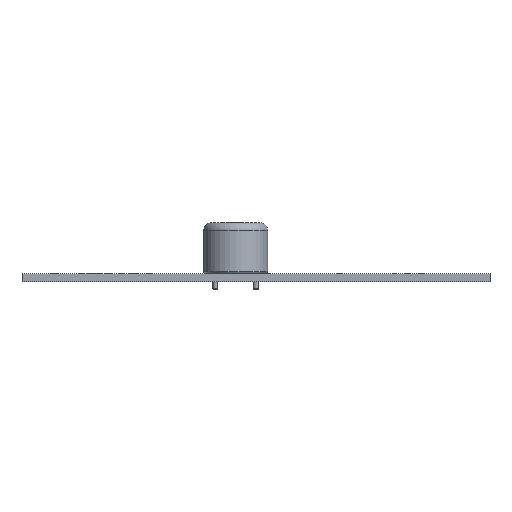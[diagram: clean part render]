
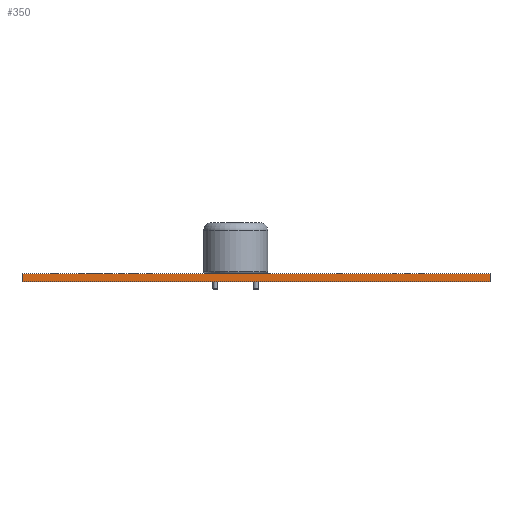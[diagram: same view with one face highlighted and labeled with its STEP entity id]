
A CAD part, front view. The second image highlights one B-rep face of the part: STEP entity #350.
In plain terms, the highlighted planar face has unit normal (0, -1, 0).
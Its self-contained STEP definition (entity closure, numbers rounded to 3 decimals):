
#350 = ADVANCED_FACE('',(#351),#385,.T.);
#351 = FACE_BOUND('',#352,.T.);
#352 = EDGE_LOOP('',(#353,#363,#371,#379));
#353 = ORIENTED_EDGE('',*,*,#354,.T.);
#354 = EDGE_CURVE('',#355,#357,#359,.T.);
#355 = VERTEX_POINT('',#356);
#356 = CARTESIAN_POINT('',(183.1,-110.5,0.));
#357 = VERTEX_POINT('',#358);
#358 = CARTESIAN_POINT('',(183.1,-110.5,1.51));
#359 = LINE('',#360,#361);
#360 = CARTESIAN_POINT('',(183.1,-110.5,0.));
#361 = VECTOR('',#362,1.);
#362 = DIRECTION('',(0.,0.,1.));
#363 = ORIENTED_EDGE('',*,*,#364,.T.);
#364 = EDGE_CURVE('',#357,#365,#367,.T.);
#365 = VERTEX_POINT('',#366);
#366 = CARTESIAN_POINT('',(95.5,-110.5,1.51));
#367 = LINE('',#368,#369);
#368 = CARTESIAN_POINT('',(183.1,-110.5,1.51));
#369 = VECTOR('',#370,1.);
#370 = DIRECTION('',(-1.,0.,0.));
#371 = ORIENTED_EDGE('',*,*,#372,.F.);
#372 = EDGE_CURVE('',#373,#365,#375,.T.);
#373 = VERTEX_POINT('',#374);
#374 = CARTESIAN_POINT('',(95.5,-110.5,0.));
#375 = LINE('',#376,#377);
#376 = CARTESIAN_POINT('',(95.5,-110.5,0.));
#377 = VECTOR('',#378,1.);
#378 = DIRECTION('',(0.,0.,1.));
#379 = ORIENTED_EDGE('',*,*,#380,.F.);
#380 = EDGE_CURVE('',#355,#373,#381,.T.);
#381 = LINE('',#382,#383);
#382 = CARTESIAN_POINT('',(183.1,-110.5,0.));
#383 = VECTOR('',#384,1.);
#384 = DIRECTION('',(-1.,0.,0.));
#385 = PLANE('',#386);
#386 = AXIS2_PLACEMENT_3D('',#387,#388,#389);
#387 = CARTESIAN_POINT('',(183.1,-110.5,0.));
#388 = DIRECTION('',(0.,-1.,0.));
#389 = DIRECTION('',(-1.,0.,0.));
